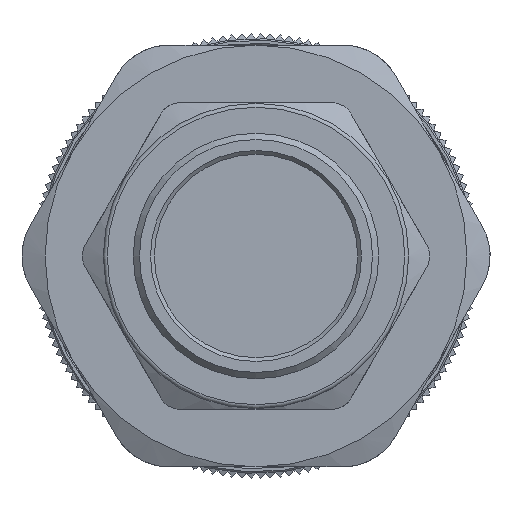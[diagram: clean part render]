
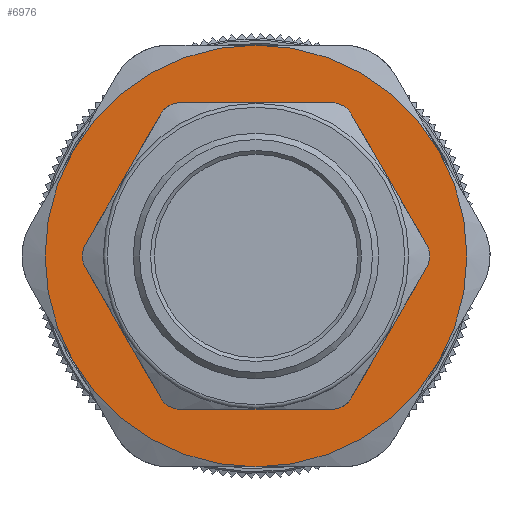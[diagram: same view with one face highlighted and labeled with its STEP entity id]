
A CAD part, front view. The second image highlights one B-rep face of the part: STEP entity #6976.
In plain terms, the highlighted planar face has unit normal (0, -1, 0).
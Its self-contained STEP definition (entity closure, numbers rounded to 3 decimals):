
#70=FACE_BOUND('',#2445,.T.);
#2074=FACE_OUTER_BOUND('',#2444,.T.);
#2444=EDGE_LOOP('',(#6186,#6187,#6188,#6189,#6190,#6191));
#2445=EDGE_LOOP('',(#6192));
#2524=CIRCLE('',#7411,27.5);
#2525=CIRCLE('',#7412,27.5);
#2526=CIRCLE('',#7413,27.5);
#2527=CIRCLE('',#7414,27.5);
#2528=CIRCLE('',#7415,27.5);
#2529=CIRCLE('',#7416,27.5);
#2530=CIRCLE('',#7417,16.69);
#3184=VERTEX_POINT('',#11886);
#3185=VERTEX_POINT('',#11887);
#3186=VERTEX_POINT('',#11889);
#3187=VERTEX_POINT('',#11891);
#3188=VERTEX_POINT('',#11893);
#3189=VERTEX_POINT('',#11895);
#3190=VERTEX_POINT('',#11898);
#4191=EDGE_CURVE('',#3184,#3185,#2524,.T.);
#4192=EDGE_CURVE('',#3186,#3184,#2525,.T.);
#4193=EDGE_CURVE('',#3187,#3186,#2526,.T.);
#4194=EDGE_CURVE('',#3188,#3187,#2527,.T.);
#4195=EDGE_CURVE('',#3189,#3188,#2528,.T.);
#4196=EDGE_CURVE('',#3185,#3189,#2529,.T.);
#4197=EDGE_CURVE('',#3190,#3190,#2530,.T.);
#6186=ORIENTED_EDGE('',*,*,#4191,.F.);
#6187=ORIENTED_EDGE('',*,*,#4192,.F.);
#6188=ORIENTED_EDGE('',*,*,#4193,.F.);
#6189=ORIENTED_EDGE('',*,*,#4194,.F.);
#6190=ORIENTED_EDGE('',*,*,#4195,.F.);
#6191=ORIENTED_EDGE('',*,*,#4196,.F.);
#6192=ORIENTED_EDGE('',*,*,#4197,.T.);
#6637=PLANE('',#7410);
#6976=ADVANCED_FACE('',(#2074,#70),#6637,.T.);
#7410=AXIS2_PLACEMENT_3D('',#11885,#8531,#8532);
#7411=AXIS2_PLACEMENT_3D('',#11888,#8533,#8534);
#7412=AXIS2_PLACEMENT_3D('',#11890,#8535,#8536);
#7413=AXIS2_PLACEMENT_3D('',#11892,#8537,#8538);
#7414=AXIS2_PLACEMENT_3D('',#11894,#8539,#8540);
#7415=AXIS2_PLACEMENT_3D('',#11896,#8541,#8542);
#7416=AXIS2_PLACEMENT_3D('',#11897,#8543,#8544);
#7417=AXIS2_PLACEMENT_3D('',#11899,#8545,#8546);
#8531=DIRECTION('center_axis',(0.,-1.,0.));
#8532=DIRECTION('ref_axis',(-1.,0.,0.));
#8533=DIRECTION('center_axis',(0.,1.,0.));
#8534=DIRECTION('ref_axis',(0.,0.,
1.));
#8535=DIRECTION('center_axis',(0.,1.,0.));
#8536=DIRECTION('ref_axis',(0.,0.,
1.));
#8537=DIRECTION('center_axis',(0.,1.,0.));
#8538=DIRECTION('ref_axis',(0.,0.,
1.));
#8539=DIRECTION('center_axis',(0.,1.,0.));
#8540=DIRECTION('ref_axis',(0.,0.,
1.));
#8541=DIRECTION('center_axis',(0.,1.,0.));
#8542=DIRECTION('ref_axis',(0.,0.,
1.));
#8543=DIRECTION('center_axis',(0.,1.,0.));
#8544=DIRECTION('ref_axis',(0.,0.,
1.));
#8545=DIRECTION('center_axis',(0.,1.,0.));
#8546=DIRECTION('ref_axis',(0.,0.,
1.));
#11885=CARTESIAN_POINT('Origin',(-3.738,36.827,22.095));
#11886=CARTESIAN_POINT('',(-3.738,36.827,27.5));
#11887=CARTESIAN_POINT('',(20.078,36.827,13.75));
#11888=CARTESIAN_POINT('Origin',(-3.738,36.827,0.));
#11889=CARTESIAN_POINT('',(-27.554,36.827,13.75));
#11890=CARTESIAN_POINT('Origin',(-3.738,36.827,0.));
#11891=CARTESIAN_POINT('',(-27.554,36.827,-13.75));
#11892=CARTESIAN_POINT('Origin',(-3.738,36.827,0.));
#11893=CARTESIAN_POINT('',(-3.738,36.827,-27.5));
#11894=CARTESIAN_POINT('Origin',(-3.738,36.827,0.));
#11895=CARTESIAN_POINT('',(20.078,36.827,-13.75));
#11896=CARTESIAN_POINT('Origin',(-3.738,36.827,0.));
#11897=CARTESIAN_POINT('Origin',(-3.738,36.827,0.));
#11898=CARTESIAN_POINT('',(-3.738,36.827,-16.69));
#11899=CARTESIAN_POINT('Origin',(-3.738,36.827,0.));
